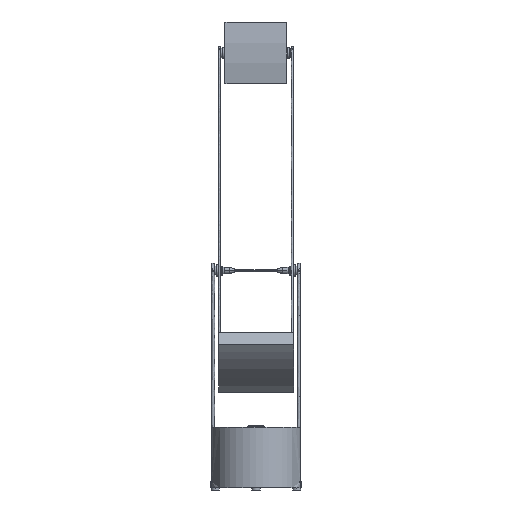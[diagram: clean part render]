
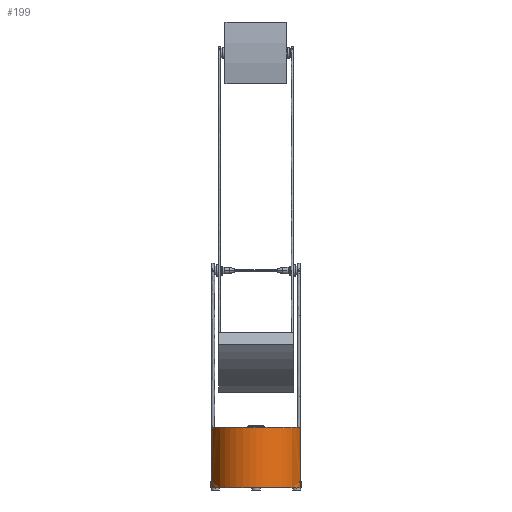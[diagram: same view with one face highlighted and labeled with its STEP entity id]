
A CAD part, left-side view. The second image highlights one B-rep face of the part: STEP entity #199.
In plain terms, the highlighted free-form (B-spline) face has degree [2, 1] with [5, 2] control points.
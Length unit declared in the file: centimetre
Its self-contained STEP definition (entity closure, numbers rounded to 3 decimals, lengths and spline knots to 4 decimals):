
#199=ADVANCED_FACE('',(#406),#2667,.T.);
#406=FACE_OUTER_BOUND('',#617,.T.);
#617=EDGE_LOOP('',(#933,#934,#935,#936,#937,#938));
#933=ORIENTED_EDGE('',*,*,#1811,.T.);
#934=ORIENTED_EDGE('',*,*,#1856,.T.);
#935=ORIENTED_EDGE('',*,*,#1858,.T.);
#936=ORIENTED_EDGE('',*,*,#1824,.F.);
#937=ORIENTED_EDGE('',*,*,#1859,.F.);
#938=ORIENTED_EDGE('',*,*,#1857,.F.);
#1811=EDGE_CURVE('',#2320,#2319,#3108,.T.);
#1824=EDGE_CURVE('',#2329,#2328,#3117,.T.);
#1856=EDGE_CURVE('',#2319,#2348,#3135,.T.);
#1857=EDGE_CURVE('',#2320,#2318,#2883,.T.);
#1858=EDGE_CURVE('',#2348,#2328,#2884,.T.);
#1859=EDGE_CURVE('',#2318,#2329,#3136,.T.);
#2318=VERTEX_POINT('',#4107);
#2319=VERTEX_POINT('',#4108);
#2320=VERTEX_POINT('',#4109);
#2328=VERTEX_POINT('',#4117);
#2329=VERTEX_POINT('',#4118);
#2348=VERTEX_POINT('',#4137);
#2667=(
BOUNDED_SURFACE()
B_SPLINE_SURFACE(2,1,((#3982,#3983),(#3984,#3985),(#3986,#3987),(#3988,#3989),
(#3990,#3991)),.UNSPECIFIED.,.F.,.F.,.F.)
B_SPLINE_SURFACE_WITH_KNOTS((3,2,3),(2,2),(-114.1276,-112.7485,
-111.3693),(0.,7.5055),.UNSPECIFIED.)
GEOMETRIC_REPRESENTATION_ITEM()
RATIONAL_B_SPLINE_SURFACE(((1.,1.),(0.772,0.772),
(1.,1.),(0.772,0.772),(1.,1.)))
REPRESENTATION_ITEM('')
SURFACE()
);
#2883=(
BOUNDED_CURVE()
B_SPLINE_CURVE(2,(#3534,#3535,#3536,#3537,#3538),.UNSPECIFIED.,.F.,.F.)
B_SPLINE_CURVE_WITH_KNOTS((3,2,3),(111.3693,112.7485,114.1276),
.UNSPECIFIED.)
CURVE()
GEOMETRIC_REPRESENTATION_ITEM()
RATIONAL_B_SPLINE_CURVE((1.,0.772,1.,0.772,1.))
REPRESENTATION_ITEM('')
);
#2884=(
BOUNDED_CURVE()
B_SPLINE_CURVE(2,(#3539,#3540,#3541,#3542,#3543),.UNSPECIFIED.,.F.,.F.)
B_SPLINE_CURVE_WITH_KNOTS((3,2,3),(111.3693,112.7485,114.1276),
.UNSPECIFIED.)
CURVE()
GEOMETRIC_REPRESENTATION_ITEM()
RATIONAL_B_SPLINE_CURVE((1.,0.772,1.,0.772,1.))
REPRESENTATION_ITEM('')
);
#3108=B_SPLINE_CURVE_WITH_KNOTS('',1,(#3394,#3395),.UNSPECIFIED.,.F.,.F.,
(2,2),(-0.75,0.),.UNSPECIFIED.);
#3117=B_SPLINE_CURVE_WITH_KNOTS('',1,(#3426,#3427),.UNSPECIFIED.,.F.,.F.,
(2,2),(0.7536,7.5055),.UNSPECIFIED.);
#3135=B_SPLINE_CURVE_WITH_KNOTS('',1,(#3532,#3533),.UNSPECIFIED.,.F.,.F.,
(2,2),(0.7536,7.5055),.UNSPECIFIED.);
#3136=B_SPLINE_CURVE_WITH_KNOTS('',1,(#3544,#3545),.UNSPECIFIED.,.F.,.F.,
(2,2),(0.,0.7536),.UNSPECIFIED.);
#3394=CARTESIAN_POINT('',(-1.0806,-5.4985,0.25));
#3395=CARTESIAN_POINT('',(-1.0806,-5.4985,1.));
#3426=CARTESIAN_POINT('',(-1.0806,5.3859,1.));
#3427=CARTESIAN_POINT('',(-1.0806,5.3859,7.72));
#3532=CARTESIAN_POINT('',(-1.0806,-5.4985,1.));
#3533=CARTESIAN_POINT('',(-1.0806,-5.4985,7.72));
#3534=CARTESIAN_POINT('',(-1.0806,-5.4985,0.25));
#3535=CARTESIAN_POINT('',(-5.5681,-4.6275,0.25));
#3536=CARTESIAN_POINT('',(-5.5681,-0.0563,0.25));
#3537=CARTESIAN_POINT('',(-5.5681,4.5149,0.25));
#3538=CARTESIAN_POINT('',(-1.0806,5.3859,0.25));
#3539=CARTESIAN_POINT('',(-1.0806,-5.4985,7.72));
#3540=CARTESIAN_POINT('',(-5.5681,-4.6275,7.72));
#3541=CARTESIAN_POINT('',(-5.5681,-0.0563,7.72));
#3542=CARTESIAN_POINT('',(-5.5681,4.5149,7.72));
#3543=CARTESIAN_POINT('',(-1.0806,5.3859,7.72));
#3544=CARTESIAN_POINT('',(-1.0806,5.3859,0.25));
#3545=CARTESIAN_POINT('',(-1.0806,5.3859,1.));
#3982=CARTESIAN_POINT('',(-1.0806,5.3859,0.25));
#3983=CARTESIAN_POINT('',(-1.0806,5.3859,7.72));
#3984=CARTESIAN_POINT('',(-5.5681,4.5149,0.25));
#3985=CARTESIAN_POINT('',(-5.5681,4.5149,7.72));
#3986=CARTESIAN_POINT('',(-5.5681,-0.0563,0.25));
#3987=CARTESIAN_POINT('',(-5.5681,-0.0563,7.72));
#3988=CARTESIAN_POINT('',(-5.5681,-4.6275,0.25));
#3989=CARTESIAN_POINT('',(-5.5681,-4.6275,7.72));
#3990=CARTESIAN_POINT('',(-1.0806,-5.4985,0.25));
#3991=CARTESIAN_POINT('',(-1.0806,-5.4985,7.72));
#4107=CARTESIAN_POINT('',(-1.0806,5.3859,0.25));
#4108=CARTESIAN_POINT('',(-1.0806,-5.4985,1.));
#4109=CARTESIAN_POINT('',(-1.0806,-5.4985,0.25));
#4117=CARTESIAN_POINT('',(-1.0806,5.3859,7.72));
#4118=CARTESIAN_POINT('',(-1.0806,5.3859,1.));
#4137=CARTESIAN_POINT('',(-1.0806,-5.4985,7.72));
